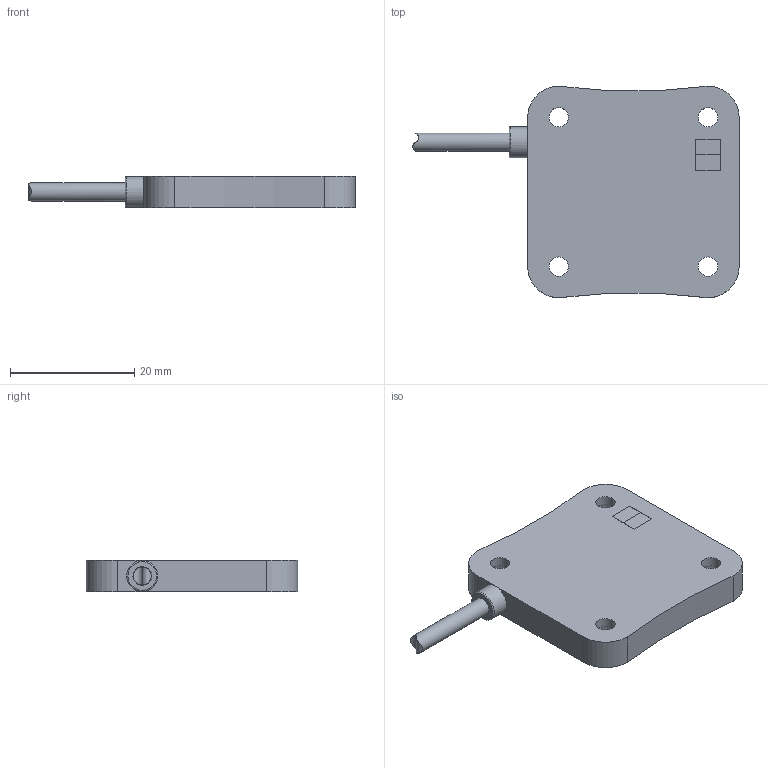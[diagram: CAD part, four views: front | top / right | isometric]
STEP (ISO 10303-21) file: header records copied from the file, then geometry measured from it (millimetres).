
FILE_DESCRIPTION(/* description */ (''),/* implementation_level */ '2;1');
FILE_NAME(/* name */ 'KA8993A_Shrinkwrap_1.stp',/* time_stamp */ '2021-10-04T14:23:42+02:00',/* author */ ('Krieger Anja'),/* organization */ (''),/* preprocessor_version */ 'ST-DEVELOPER v18.1',/* originating_system */ 'Autodesk Inventor 2021',/* authorisation */ '');
FILE_SCHEMA (('AUTOMOTIVE_DESIGN { 1 0 10303 214 3 1 1 }'));
Length unit declared in the file: millimetre
Products named in the file (1): KA8993A_Shrinkwrap_1
Bounding box: 52.46 x 34 x 5 mm (x, y, z)
Volume: 5329.8 mm3; surface area: 3332.2 mm2
Topology: 1 solids, 1 shells, 55 faces, 128 edges, 85 vertices
Faces by surface type: plane 33, cylinder 21, torus 1
Full cylindrical faces by diameter (mm): 2.9 x1, 3 x1, 3.1 x4, 5 x1, 5.5 x4, 15.5 x1, 20 x1
Entity records: 1793 total; most frequent: CARTESIAN_POINT 337, DIRECTION 278, ORIENTED_EDGE 256, EDGE_CURVE 128, AXIS2_PLACEMENT_3D 98, VERTEX_POINT 85, LINE 82, VECTOR 82
